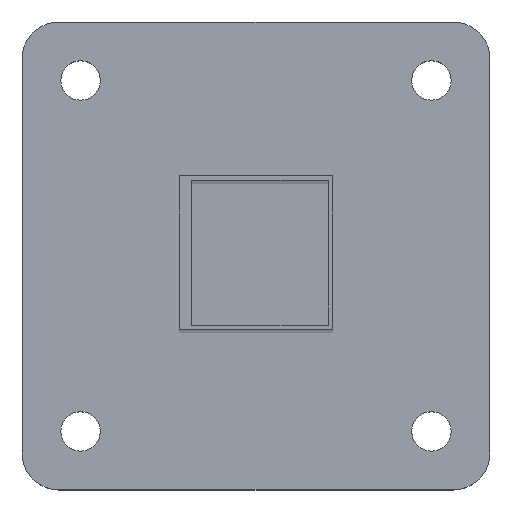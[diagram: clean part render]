
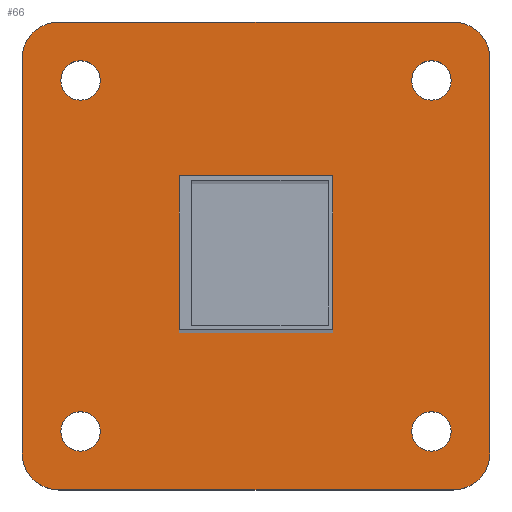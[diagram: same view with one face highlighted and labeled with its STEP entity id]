
A CAD part, top view. The second image highlights one B-rep face of the part: STEP entity #66.
In plain terms, the highlighted planar face has unit normal (0, 0, 1).
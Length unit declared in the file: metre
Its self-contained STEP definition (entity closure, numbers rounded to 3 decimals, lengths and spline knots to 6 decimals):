
#66=ADVANCED_FACE('',(#145,#146,#147,#148,#149,#150),#151,.T.);
#145=FACE_BOUND('',#238,.T.);
#146=FACE_BOUND('',#239,.T.);
#147=FACE_BOUND('',#240,.T.);
#148=FACE_BOUND('',#241,.T.);
#149=FACE_BOUND('',#242,.T.);
#150=FACE_OUTER_BOUND('',#243,.T.);
#151=PLANE('',#244);
#238=EDGE_LOOP('',(#371));
#239=EDGE_LOOP('',(#372));
#240=EDGE_LOOP('',(#373));
#241=EDGE_LOOP('',(#374));
#242=EDGE_LOOP('',(#375,#376,#377,#378));
#243=EDGE_LOOP('',(#379,#380,#381,#382,#383,#384,#385,#386));
#244=AXIS2_PLACEMENT_3D('',#387,#388,#389);
#371=ORIENTED_EDGE('',*,*,#544,.T.);
#372=ORIENTED_EDGE('',*,*,#545,.T.);
#373=ORIENTED_EDGE('',*,*,#507,.T.);
#374=ORIENTED_EDGE('',*,*,#546,.T.);
#375=ORIENTED_EDGE('',*,*,#547,.F.);
#376=ORIENTED_EDGE('',*,*,#548,.F.);
#377=ORIENTED_EDGE('',*,*,#549,.F.);
#378=ORIENTED_EDGE('',*,*,#519,.F.);
#379=ORIENTED_EDGE('',*,*,#550,.F.);
#380=ORIENTED_EDGE('',*,*,#503,.T.);
#381=ORIENTED_EDGE('',*,*,#551,.F.);
#382=ORIENTED_EDGE('',*,*,#552,.T.);
#383=ORIENTED_EDGE('',*,*,#553,.F.);
#384=ORIENTED_EDGE('',*,*,#537,.T.);
#385=ORIENTED_EDGE('',*,*,#525,.F.);
#386=ORIENTED_EDGE('',*,*,#511,.T.);
#387=CARTESIAN_POINT('',(0.338,0.038,0.006));
#388=DIRECTION('',(0.0,0.0,1.0));
#389=DIRECTION('',(1.0,0.0,0.0));
#503=EDGE_CURVE('',#586,#584,#587,.T.);
#507=EDGE_CURVE('',#592,#592,#593,.T.);
#511=EDGE_CURVE('',#600,#598,#601,.T.);
#519=EDGE_CURVE('',#613,#614,#615,.T.);
#525=EDGE_CURVE('',#600,#624,#625,.T.);
#537=EDGE_CURVE('',#643,#624,#644,.T.);
#544=EDGE_CURVE('',#653,#653,#654,.T.);
#545=EDGE_CURVE('',#655,#655,#656,.T.);
#546=EDGE_CURVE('',#657,#657,#658,.T.);
#547=EDGE_CURVE('',#659,#613,#660,.T.);
#548=EDGE_CURVE('',#661,#659,#662,.T.);
#549=EDGE_CURVE('',#614,#661,#663,.T.);
#550=EDGE_CURVE('',#586,#598,#664,.T.);
#551=EDGE_CURVE('',#665,#584,#666,.T.);
#552=EDGE_CURVE('',#665,#667,#668,.T.);
#553=EDGE_CURVE('',#643,#667,#669,.T.);
#584=VERTEX_POINT('',#704);
#586=VERTEX_POINT('',#707);
#587=CIRCLE('',#708,0.006);
#592=VERTEX_POINT('',#714);
#593=CIRCLE('',#715,0.0032);
#598=VERTEX_POINT('',#720);
#600=VERTEX_POINT('',#723);
#601=CIRCLE('',#724,0.006);
#613=VERTEX_POINT('',#741);
#614=VERTEX_POINT('',#742);
#615=LINE('',#743,#744);
#624=VERTEX_POINT('',#757);
#625=LINE('',#758,#759);
#643=VERTEX_POINT('',#781);
#644=CIRCLE('',#782,0.006);
#653=VERTEX_POINT('',#795);
#654=CIRCLE('',#796,0.0032);
#655=VERTEX_POINT('',#797);
#656=CIRCLE('',#798,0.0032);
#657=VERTEX_POINT('',#799);
#658=CIRCLE('',#800,0.0032);
#659=VERTEX_POINT('',#801);
#660=LINE('',#802,#803);
#661=VERTEX_POINT('',#804);
#662=LINE('',#805,#806);
#663=LINE('',#807,#808);
#664=LINE('',#809,#810);
#665=VERTEX_POINT('',#811);
#666=LINE('',#812,#813);
#667=VERTEX_POINT('',#814);
#668=CIRCLE('',#815,0.006);
#669=LINE('',#816,#817);
#704=CARTESIAN_POINT('',(0.37,0.076,0.006));
#707=CARTESIAN_POINT('',(0.376,0.07,0.006));
#708=AXIS2_PLACEMENT_3D('',#864,#865,#866);
#714=CARTESIAN_POINT('',(0.3633,0.0665,0.006));
#715=AXIS2_PLACEMENT_3D('',#871,#872,#873);
#720=CARTESIAN_POINT('',(0.376,0.006,0.006));
#723=CARTESIAN_POINT('',(0.37,0.0,0.006));
#724=AXIS2_PLACEMENT_3D('',#878,#879,#880);
#741=CARTESIAN_POINT('',(0.3505,0.0255,0.006));
#742=CARTESIAN_POINT('',(0.3505,0.0505,0.006));
#743=CARTESIAN_POINT('',(0.3505,0.038,0.006));
#744=VECTOR('',#886,1.0);
#757=CARTESIAN_POINT('',(0.306,0.0,0.006));
#758=CARTESIAN_POINT('',(0.338,0.0,0.006));
#759=VECTOR('',#891,1.0);
#781=CARTESIAN_POINT('',(0.3,0.006,0.006));
#782=AXIS2_PLACEMENT_3D('',#911,#912,#913);
#795=CARTESIAN_POINT('',(0.3633,0.0095,0.006));
#796=AXIS2_PLACEMENT_3D('',#918,#919,#920);
#797=CARTESIAN_POINT('',(0.3063,0.0095,0.006));
#798=AXIS2_PLACEMENT_3D('',#921,#922,#923);
#799=CARTESIAN_POINT('',(0.3063,0.0665,0.006));
#800=AXIS2_PLACEMENT_3D('',#924,#925,#926);
#801=CARTESIAN_POINT('',(0.3255,0.0255,0.006));
#802=CARTESIAN_POINT('',(0.338,0.0255,0.006));
#803=VECTOR('',#927,1.0);
#804=CARTESIAN_POINT('',(0.3255,0.0505,0.006));
#805=CARTESIAN_POINT('',(0.3255,0.038,0.006));
#806=VECTOR('',#928,1.0);
#807=CARTESIAN_POINT('',(0.338,0.0505,0.006));
#808=VECTOR('',#929,1.0);
#809=CARTESIAN_POINT('',(0.376,0.038,0.006));
#810=VECTOR('',#930,1.0);
#811=CARTESIAN_POINT('',(0.306,0.076,0.006));
#812=CARTESIAN_POINT('',(0.338,0.076,0.006));
#813=VECTOR('',#931,1.0);
#814=CARTESIAN_POINT('',(0.3,0.07,0.006));
#815=AXIS2_PLACEMENT_3D('',#932,#933,#934);
#816=CARTESIAN_POINT('',(0.3,0.038,0.006));
#817=VECTOR('',#935,1.0);
#864=CARTESIAN_POINT('',(0.37,0.07,0.006));
#865=DIRECTION('',(0.0,0.0,1.0));
#866=DIRECTION('',(1.0,0.0,0.0));
#871=CARTESIAN_POINT('',(0.3665,0.0665,0.006));
#872=DIRECTION('',(0.0,0.0,-1.0));
#873=DIRECTION('',(-1.0,0.0,0.0));
#878=CARTESIAN_POINT('',(0.37,0.006,0.006));
#879=DIRECTION('',(0.0,0.0,1.0));
#880=DIRECTION('',(1.0,0.0,0.0));
#886=DIRECTION('',(0.0,1.0,0.0));
#891=DIRECTION('',(-1.0,0.0,0.0));
#911=CARTESIAN_POINT('',(0.306,0.006,0.006));
#912=DIRECTION('',(0.0,0.0,1.0));
#913=DIRECTION('',(1.0,0.0,0.0));
#918=CARTESIAN_POINT('',(0.3665,0.0095,0.006));
#919=DIRECTION('',(0.0,0.0,-1.0));
#920=DIRECTION('',(-1.0,0.0,0.0));
#921=CARTESIAN_POINT('',(0.3095,0.0095,0.006));
#922=DIRECTION('',(0.0,0.0,-1.0));
#923=DIRECTION('',(-1.0,0.0,0.0));
#924=CARTESIAN_POINT('',(0.3095,0.0665,0.006));
#925=DIRECTION('',(0.0,0.0,-1.0));
#926=DIRECTION('',(-1.0,0.0,0.0));
#927=DIRECTION('',(1.0,0.0,0.0));
#928=DIRECTION('',(0.0,-1.0,0.0));
#929=DIRECTION('',(-1.0,0.0,0.0));
#930=DIRECTION('',(0.0,-1.0,0.0));
#931=DIRECTION('',(1.0,0.0,0.0));
#932=CARTESIAN_POINT('',(0.306,0.07,0.006));
#933=DIRECTION('',(0.0,0.0,1.0));
#934=DIRECTION('',(1.0,0.0,0.0));
#935=DIRECTION('',(0.0,1.0,0.0));
